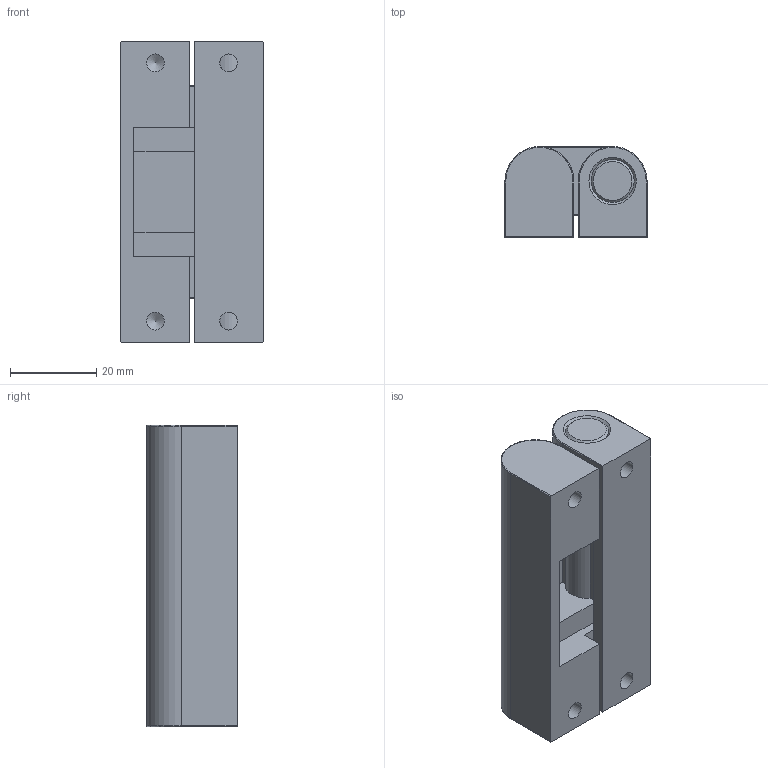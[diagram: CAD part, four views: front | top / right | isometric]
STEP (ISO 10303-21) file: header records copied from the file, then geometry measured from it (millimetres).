
FILE_DESCRIPTION(/* description */ (''),/* implementation_level */ '2;1');
FILE_NAME(/* name */ 'H-CN7033.stp',/* time_stamp */ '2024-12-31T17:37:02+09:00',/* author */ ('user'),/* organization */ (''),/* preprocessor_version */ 'ST-DEVELOPER v15.6',/* originating_system */ 'Autodesk Inventor 2015',/* authorisation */ '');
FILE_SCHEMA (('AUTOMOTIVE_DESIGN { 1 0 10303 214 3 1 1 }'));
Length unit declared in the file: millimetre
Products named in the file (4): H-CN7033_L; H-CN7033_R; PIN; H-CN7033
Bounding box: 33 x 21 x 70 mm (x, y, z)
Volume: 35626.3 mm3; surface area: 16959.2 mm2
Topology: 3 solids, 3 shells, 72 faces, 181 edges, 114 vertices
Faces by surface type: plane 30, cylinder 28, torus 8, cone 6
Full cylindrical faces by diameter (mm): 4.134 x4, 10 x4
Entity records: 2237 total; most frequent: CARTESIAN_POINT 426, DIRECTION 385, ORIENTED_EDGE 326, EDGE_CURVE 163, AXIS2_PLACEMENT_3D 147, VERTEX_POINT 110, EDGE_LOOP 97, LINE 91
